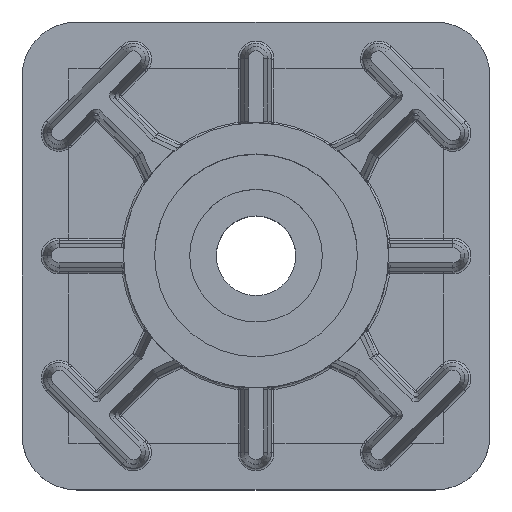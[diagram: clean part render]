
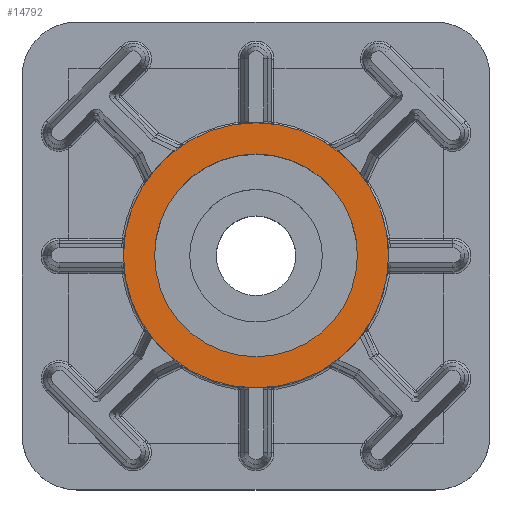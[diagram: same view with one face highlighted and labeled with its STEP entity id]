
A CAD part, top view. The second image highlights one B-rep face of the part: STEP entity #14792.
In plain terms, the highlighted planar face has unit normal (0, 0, 1).
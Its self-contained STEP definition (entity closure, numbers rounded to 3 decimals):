
#23 = EDGE_LOOP ( 'NONE', ( #2987, #15721 ) ) ;
#359 = DIRECTION ( 'NONE',  ( 1., 0., 0. ) ) ;
#1875 = CIRCLE ( 'NONE', #8335, 13. ) ;
#2384 = VERTEX_POINT ( 'NONE', #4702 ) ;
#2531 = ORIENTED_EDGE ( 'NONE', *, *, #3589, .T. ) ;
#2552 = VERTEX_POINT ( 'NONE', #7539 ) ;
#2878 = DIRECTION ( 'NONE',  ( 0., 0., 1. ) ) ;
#2987 = ORIENTED_EDGE ( 'NONE', *, *, #4129, .F. ) ;
#3589 = EDGE_CURVE ( 'NONE', #2552, #12047, #10084, .T. ) ;
#3951 = VERTEX_POINT ( 'NONE', #11253 ) ;
#4129 = EDGE_CURVE ( 'NONE', #3951, #2384, #1875, .T. ) ;
#4702 = CARTESIAN_POINT ( 'NONE',  ( 13., 0., 55. ) ) ;
#4764 = DIRECTION ( 'NONE',  ( 1., 0., 0. ) ) ;
#5123 = CIRCLE ( 'NONE', #5633, 13. ) ;
#5633 = AXIS2_PLACEMENT_3D ( 'NONE', #14540, #7298, #15679 ) ;
#5745 = EDGE_CURVE ( 'NONE', #2384, #3951, #5123, .T. ) ;
#5946 = FACE_BOUND ( 'NONE', #23, .T. ) ;
#6618 = CARTESIAN_POINT ( 'NONE',  ( 0., 0., 55. ) ) ;
#6921 = CIRCLE ( 'NONE', #15149, 17. ) ;
#7298 = DIRECTION ( 'NONE',  ( 0., 0., 1. ) ) ;
#7539 = CARTESIAN_POINT ( 'NONE',  ( -17., 0., 55. ) ) ;
#7895 = DIRECTION ( 'NONE',  ( 0., 0., 1. ) ) ;
#8335 = AXIS2_PLACEMENT_3D ( 'NONE', #15086, #7895, #359 ) ;
#8800 = FACE_OUTER_BOUND ( 'NONE', #15055, .T. ) ;
#8936 = AXIS2_PLACEMENT_3D ( 'NONE', #10282, #2878, #11497 ) ;
#9300 = AXIS2_PLACEMENT_3D ( 'NONE', #15522, #12105, #4764 ) ;
#9857 = EDGE_CURVE ( 'NONE', #12047, #2552, #6921, .T. ) ;
#9987 = DIRECTION ( 'NONE',  ( 1., 0., 0. ) ) ;
#10084 = CIRCLE ( 'NONE', #8936, 17. ) ;
#10282 = CARTESIAN_POINT ( 'NONE',  ( 0., 0., 55. ) ) ;
#10877 = PLANE ( 'NONE',  #9300 ) ;
#11253 = CARTESIAN_POINT ( 'NONE',  ( -13., 0., 55. ) ) ;
#11497 = DIRECTION ( 'NONE',  ( 1., 0., 0. ) ) ;
#11645 = CARTESIAN_POINT ( 'NONE',  ( 17., 0., 55. ) ) ;
#12047 = VERTEX_POINT ( 'NONE', #11645 ) ;
#12105 = DIRECTION ( 'NONE',  ( 0., 0., 1. ) ) ;
#14540 = CARTESIAN_POINT ( 'NONE',  ( 0., 0., 55. ) ) ;
#14792 = ADVANCED_FACE ( 'NONE', ( #5946, #8800 ), #10877, .T. ) ;
#14982 = ORIENTED_EDGE ( 'NONE', *, *, #9857, .T. ) ;
#15014 = DIRECTION ( 'NONE',  ( 0., 0., 1. ) ) ;
#15055 = EDGE_LOOP ( 'NONE', ( #2531, #14982 ) ) ;
#15086 = CARTESIAN_POINT ( 'NONE',  ( 0., 0., 55. ) ) ;
#15149 = AXIS2_PLACEMENT_3D ( 'NONE', #6618, #15014, #9987 ) ;
#15522 = CARTESIAN_POINT ( 'NONE',  ( 0., 0., 55. ) ) ;
#15679 = DIRECTION ( 'NONE',  ( 1., 0., 0. ) ) ;
#15721 = ORIENTED_EDGE ( 'NONE', *, *, #5745, .F. ) ;
